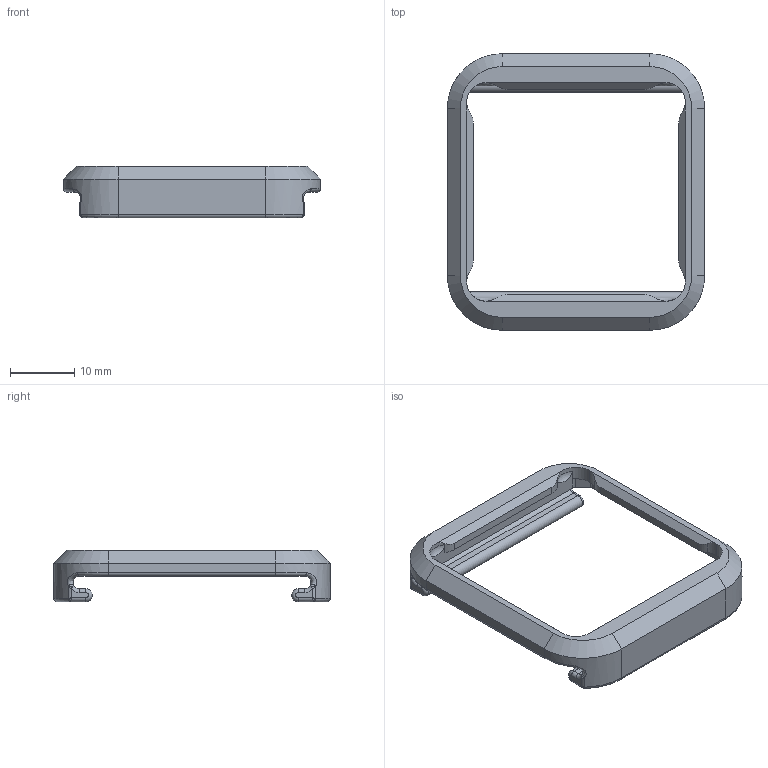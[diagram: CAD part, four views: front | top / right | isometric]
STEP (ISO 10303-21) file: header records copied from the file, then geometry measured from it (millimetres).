
FILE_DESCRIPTION (( 'STEP AP214' ), '1' );
FILE_NAME ('Camino by Dr.Drones_TBS_ND-Filter_CAP.STEP', '2021-12-27T19:41:31', ( '' ), ( '' ), 'SwSTEP 2.0', 'SolidWorks 2017', '' );
FILE_SCHEMA (( 'AUTOMOTIVE_DESIGN' ));
Length unit declared in the file: millimetre
Products named in the file (1): Camino by Dr.Drones_TBS_ND-Filter_CAP
Bounding box: 40 x 43 x 8 mm (x, y, z)
Volume: 3035.7 mm3; surface area: 2977.4 mm2
Topology: 1 solids, 1 shells, 128 faces, 324 edges, 190 vertices
Faces by surface type: cylinder 46, plane 38, torus 20, bspline 20, cone 4
Entity records: 4454 total; most frequent: CARTESIAN_POINT 1533, ORIENTED_EDGE 632, DIRECTION 592, EDGE_CURVE 316, AXIS2_PLACEMENT_3D 227, VERTEX_POINT 190, VECTOR 138, LINE 138
